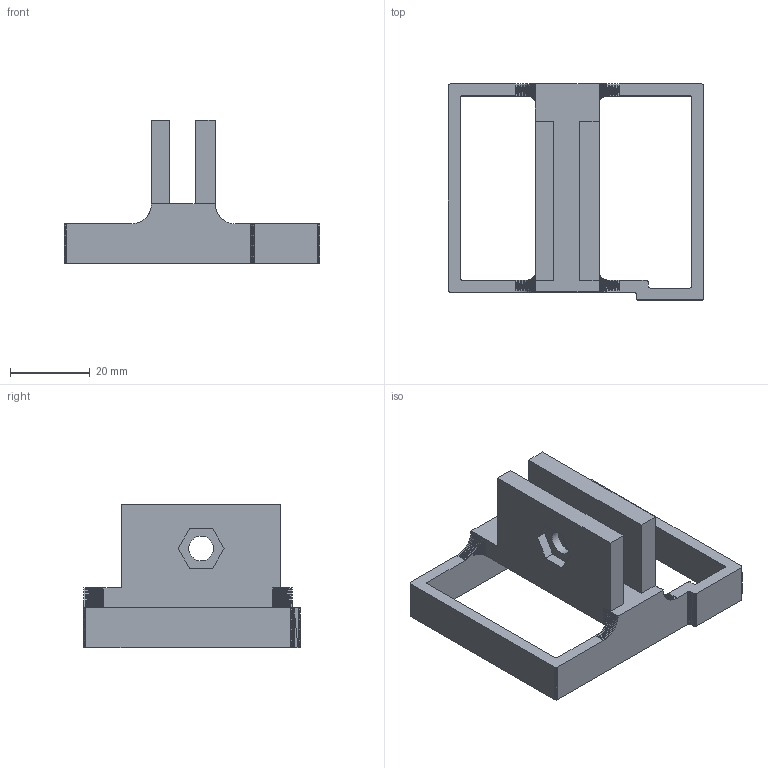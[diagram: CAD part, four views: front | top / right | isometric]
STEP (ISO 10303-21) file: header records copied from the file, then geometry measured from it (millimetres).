
FILE_DESCRIPTION(/* description */ (''),/* implementation_level */ '2;1');
FILE_NAME(/* name */ 'd389e618-dce3-4e79-be15-69a510fe5adf.stp',/* time_stamp */ '2018-08-20T12:18:49+10:00',/* author */ ('jharsem'),/* organization */ (''),/* preprocessor_version */ 'ST-DEVELOPER v17',/* originating_system */ 'Autodesk Translation Framework v7.1.0.215',/* authorisation */ '');
FILE_SCHEMA (('AUTOMOTIVE_DESIGN { 1 0 10303 214 3 1 1 }'));
Length unit declared in the file: millimetre
Products named in the file (1): CR-10 Dial Indicator Holder
Bounding box: 64.2 x 54.2 x 36 mm (x, y, z)
Volume: 18628.1 mm3; surface area: 11858.7 mm2
Topology: 1 solids, 1 shells, 1613 faces, 2657 edges, 1044 vertices
Faces by surface type: plane 1611, cylinder 2
Full cylindrical faces by diameter (mm): 6.2 x2
Entity records: 33648 total; most frequent: DIRECTION 5889, CARTESIAN_POINT 5315, ORIENTED_EDGE 5314, EDGE_CURVE 2657, LINE 2653, VECTOR 2653, EDGE_LOOP 1619, AXIS2_PLACEMENT_3D 1618
